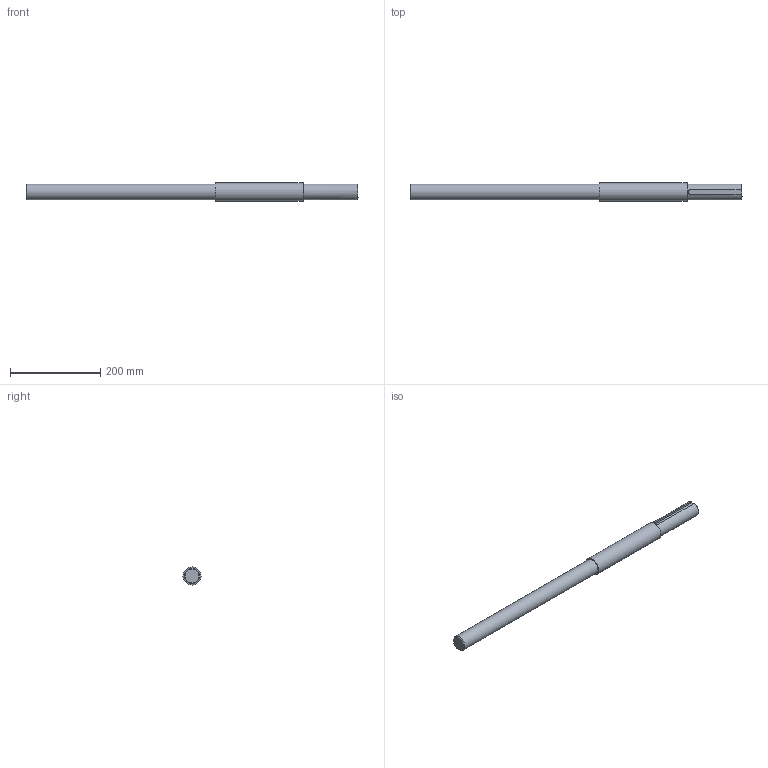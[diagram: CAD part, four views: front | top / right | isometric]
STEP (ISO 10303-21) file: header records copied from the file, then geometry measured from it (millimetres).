
FILE_DESCRIPTION(('STEP AP214'),'1');
FILE_NAME('axe tube entr.stp','2024-03-22T14:32:30',(' '),(' '),'Spatial InterOp 3D',' ',' ');
FILE_SCHEMA(('AUTOMOTIVE_DESIGN { 1 0 10303 214 1 1 1 1 }'));
Length unit declared in the file: millimetre
Products named in the file (1): axe tube entr
Bounding box: 737 x 40 x 40 mm (x, y, z)
Volume: 758002.2 mm3; surface area: 88262.6 mm2
Topology: 1 solids, 1 shells, 18 faces, 40 edges, 26 vertices
Faces by surface type: cylinder 7, plane 7, cone 4
Full cylindrical faces by diameter (mm): 10.2 x2, 35 x2, 40 x1
Entity records: 774 total; most frequent: CARTESIAN_POINT 110, DIRECTION 76, ORIENTED_EDGE 56, AXIS2_PLACEMENT_3D 33, EDGE_LOOP 28, EDGE_CURVE 28, PROPERTY_DEFINITION_REPRESENTATION 24, GENERAL_PROPERTY_ASSOCIATION 24
